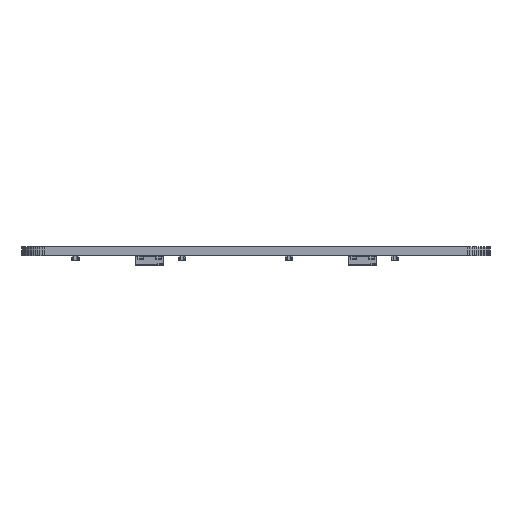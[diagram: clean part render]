
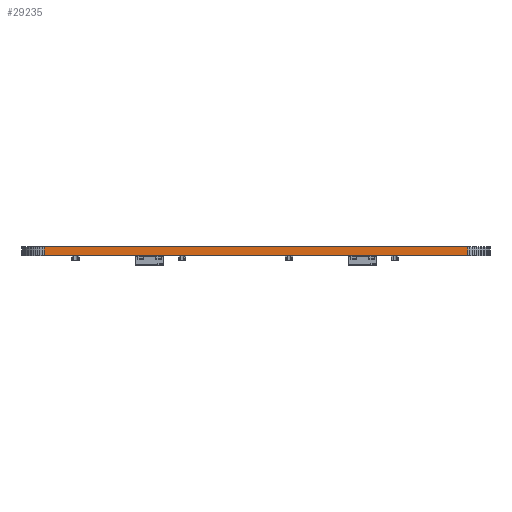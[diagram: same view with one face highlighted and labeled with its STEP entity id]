
A CAD part, front view. The second image highlights one B-rep face of the part: STEP entity #29235.
In plain terms, the highlighted planar face has unit normal (0, -1, 0).
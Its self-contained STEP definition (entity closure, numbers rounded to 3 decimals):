
#9151 = PLANE('',#9152);
#9152 = AXIS2_PLACEMENT_3D('',#9153,#9154,#9155);
#9153 = CARTESIAN_POINT('',(139.046,-99.636,1.58));
#9154 = DIRECTION('',(-0.,-0.,-1.));
#9155 = DIRECTION('',(-1.,0.,0.));
#9205 = PLANE('',#9206);
#9206 = AXIS2_PLACEMENT_3D('',#9207,#9208,#9209);
#9207 = CARTESIAN_POINT('',(139.046,-99.636,0.));
#9208 = DIRECTION('',(-0.,-0.,-1.));
#9209 = DIRECTION('',(-1.,0.,0.));
#10210 = VERTEX_POINT('',#10211);
#10211 = CARTESIAN_POINT('',(176.902,-150.34,0.));
#10225 = PLANE('',#10226);
#10226 = AXIS2_PLACEMENT_3D('',#10227,#10228,#10229);
#10227 = CARTESIAN_POINT('',(177.293,-150.321,0.));
#10228 = DIRECTION('',(0.049,-0.999,0.));
#10229 = DIRECTION('',(-0.999,-0.049,0.));
#10237 = EDGE_CURVE('',#10210,#10238,#10240,.T.);
#10238 = VERTEX_POINT('',#10239);
#10239 = CARTESIAN_POINT('',(101.192,-150.346,0.));
#10240 = SURFACE_CURVE('',#10241,(#10245,#10252),.PCURVE_S1.);
#10241 = LINE('',#10242,#10243);
#10242 = CARTESIAN_POINT('',(176.902,-150.34,0.));
#10243 = VECTOR('',#10244,1.);
#10244 = DIRECTION('',(-1.,0.,0.));
#10245 = PCURVE('',#9205,#10246);
#10246 = DEFINITIONAL_REPRESENTATION('',(#10247),#10251);
#10247 = LINE('',#10248,#10249);
#10248 = CARTESIAN_POINT('',(-37.856,-50.704));
#10249 = VECTOR('',#10250,1.);
#10250 = DIRECTION('',(1.,0.));
#10251 = ( GEOMETRIC_REPRESENTATION_CONTEXT(2) 
PARAMETRIC_REPRESENTATION_CONTEXT() REPRESENTATION_CONTEXT('2D SPACE',''
  ) );
#10252 = PCURVE('',#10253,#10258);
#10253 = PLANE('',#10254);
#10254 = AXIS2_PLACEMENT_3D('',#10255,#10256,#10257);
#10255 = CARTESIAN_POINT('',(176.902,-150.34,0.));
#10256 = DIRECTION('',(0.,-1.,0.));
#10257 = DIRECTION('',(-1.,0.,0.));
#10258 = DEFINITIONAL_REPRESENTATION('',(#10259),#10263);
#10259 = LINE('',#10260,#10261);
#10260 = CARTESIAN_POINT('',(0.,0.));
#10261 = VECTOR('',#10262,1.);
#10262 = DIRECTION('',(1.,0.));
#10263 = ( GEOMETRIC_REPRESENTATION_CONTEXT(2) 
PARAMETRIC_REPRESENTATION_CONTEXT() REPRESENTATION_CONTEXT('2D SPACE',''
  ) );
#10281 = PLANE('',#10282);
#10282 = AXIS2_PLACEMENT_3D('',#10283,#10284,#10285);
#10283 = CARTESIAN_POINT('',(101.192,-150.346,0.));
#10284 = DIRECTION('',(-0.049,-0.999,0.));
#10285 = DIRECTION('',(-0.999,0.049,0.));
#19958 = VERTEX_POINT('',#19959);
#19959 = CARTESIAN_POINT('',(176.902,-150.34,1.58));
#19980 = EDGE_CURVE('',#19958,#19981,#19983,.T.);
#19981 = VERTEX_POINT('',#19982);
#19982 = CARTESIAN_POINT('',(101.192,-150.346,1.58));
#19983 = SURFACE_CURVE('',#19984,(#19988,#19995),.PCURVE_S1.);
#19984 = LINE('',#19985,#19986);
#19985 = CARTESIAN_POINT('',(176.902,-150.34,1.58));
#19986 = VECTOR('',#19987,1.);
#19987 = DIRECTION('',(-1.,0.,0.));
#19988 = PCURVE('',#9151,#19989);
#19989 = DEFINITIONAL_REPRESENTATION('',(#19990),#19994);
#19990 = LINE('',#19991,#19992);
#19991 = CARTESIAN_POINT('',(-37.856,-50.704));
#19992 = VECTOR('',#19993,1.);
#19993 = DIRECTION('',(1.,0.));
#19994 = ( GEOMETRIC_REPRESENTATION_CONTEXT(2) 
PARAMETRIC_REPRESENTATION_CONTEXT() REPRESENTATION_CONTEXT('2D SPACE',''
  ) );
#19995 = PCURVE('',#10253,#19996);
#19996 = DEFINITIONAL_REPRESENTATION('',(#19997),#20001);
#19997 = LINE('',#19998,#19999);
#19998 = CARTESIAN_POINT('',(0.,-1.58));
#19999 = VECTOR('',#20000,1.);
#20000 = DIRECTION('',(1.,0.));
#20001 = ( GEOMETRIC_REPRESENTATION_CONTEXT(2) 
PARAMETRIC_REPRESENTATION_CONTEXT() REPRESENTATION_CONTEXT('2D SPACE',''
  ) );
#29187 = EDGE_CURVE('',#10210,#19958,#29188,.T.);
#29188 = SURFACE_CURVE('',#29189,(#29193,#29200),.PCURVE_S1.);
#29189 = LINE('',#29190,#29191);
#29190 = CARTESIAN_POINT('',(176.902,-150.34,0.));
#29191 = VECTOR('',#29192,1.);
#29192 = DIRECTION('',(0.,0.,1.));
#29193 = PCURVE('',#10225,#29194);
#29194 = DEFINITIONAL_REPRESENTATION('',(#29195),#29199);
#29195 = LINE('',#29196,#29197);
#29196 = CARTESIAN_POINT('',(0.392,0.));
#29197 = VECTOR('',#29198,1.);
#29198 = DIRECTION('',(0.,-1.));
#29199 = ( GEOMETRIC_REPRESENTATION_CONTEXT(2) 
PARAMETRIC_REPRESENTATION_CONTEXT() REPRESENTATION_CONTEXT('2D SPACE',''
  ) );
#29200 = PCURVE('',#10253,#29201);
#29201 = DEFINITIONAL_REPRESENTATION('',(#29202),#29206);
#29202 = LINE('',#29203,#29204);
#29203 = CARTESIAN_POINT('',(0.,0.));
#29204 = VECTOR('',#29205,1.);
#29205 = DIRECTION('',(0.,-1.));
#29206 = ( GEOMETRIC_REPRESENTATION_CONTEXT(2) 
PARAMETRIC_REPRESENTATION_CONTEXT() REPRESENTATION_CONTEXT('2D SPACE',''
  ) );
#29235 = ADVANCED_FACE('',(#29236),#10253,.T.);
#29236 = FACE_BOUND('',#29237,.T.);
#29237 = EDGE_LOOP('',(#29238,#29239,#29240,#29261));
#29238 = ORIENTED_EDGE('',*,*,#29187,.T.);
#29239 = ORIENTED_EDGE('',*,*,#19980,.T.);
#29240 = ORIENTED_EDGE('',*,*,#29241,.F.);
#29241 = EDGE_CURVE('',#10238,#19981,#29242,.T.);
#29242 = SURFACE_CURVE('',#29243,(#29247,#29254),.PCURVE_S1.);
#29243 = LINE('',#29244,#29245);
#29244 = CARTESIAN_POINT('',(101.192,-150.346,0.));
#29245 = VECTOR('',#29246,1.);
#29246 = DIRECTION('',(0.,0.,1.));
#29247 = PCURVE('',#10253,#29248);
#29248 = DEFINITIONAL_REPRESENTATION('',(#29249),#29253);
#29249 = LINE('',#29250,#29251);
#29250 = CARTESIAN_POINT('',(75.71,0.));
#29251 = VECTOR('',#29252,1.);
#29252 = DIRECTION('',(0.,-1.));
#29253 = ( GEOMETRIC_REPRESENTATION_CONTEXT(2) 
PARAMETRIC_REPRESENTATION_CONTEXT() REPRESENTATION_CONTEXT('2D SPACE',''
  ) );
#29254 = PCURVE('',#10281,#29255);
#29255 = DEFINITIONAL_REPRESENTATION('',(#29256),#29260);
#29256 = LINE('',#29257,#29258);
#29257 = CARTESIAN_POINT('',(0.,0.));
#29258 = VECTOR('',#29259,1.);
#29259 = DIRECTION('',(0.,-1.));
#29260 = ( GEOMETRIC_REPRESENTATION_CONTEXT(2) 
PARAMETRIC_REPRESENTATION_CONTEXT() REPRESENTATION_CONTEXT('2D SPACE',''
  ) );
#29261 = ORIENTED_EDGE('',*,*,#10237,.F.);
